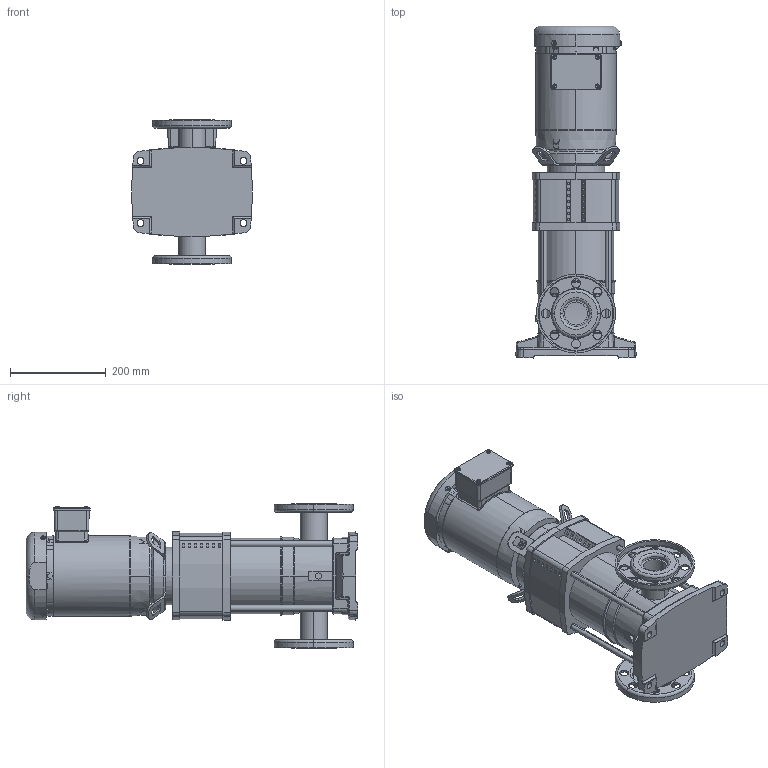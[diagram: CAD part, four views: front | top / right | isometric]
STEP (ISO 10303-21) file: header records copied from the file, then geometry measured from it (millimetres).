
FILE_DESCRIPTION (( 'STEP AP203' ), '1' );
FILE_NAME ('HELIX V50-01_575V.step', '2017-10-26T18:08:06', ( '' ), ( '' ), 'SwSTEP 2.0', 'SolidWorks 2017', '' );
FILE_SCHEMA (( 'CONFIG_CONTROL_DESIGN' ));
Length unit declared in the file: inch
Products named in the file (5): Helix Base 50-80; HELIX V50-02; BALDOR NEMA V2 1HP_2; HELIX V50-01_575V; ANSI Flange 2 IN
Assembly tree (5 placements, depth 2):
  HELIX V50-01_575V
    HELIX V50-02
    BALDOR NEMA V2 1HP_2
    ANSI Flange 2 IN  x2
    Helix Base 50-80
Bounding box: 251.48 x 693.06 x 302 mm (x, y, z)
Volume: 14580904.3 mm3; surface area: 974135.1 mm2
Topology: 5 solids, 5 shells, 1107 faces, 2860 edges, 1834 vertices
Faces by surface type: plane 538, cylinder 273, cone 127, torus 87, sphere 50, bspline 32
Entity records: 36186 total; most frequent: CARTESIAN_POINT 9328, DIRECTION 5578, ORIENTED_EDGE 5472, EDGE_CURVE 2736, AXIS2_PLACEMENT_3D 2090, VERTEX_POINT 1760, VECTOR 1398, LINE 1398
